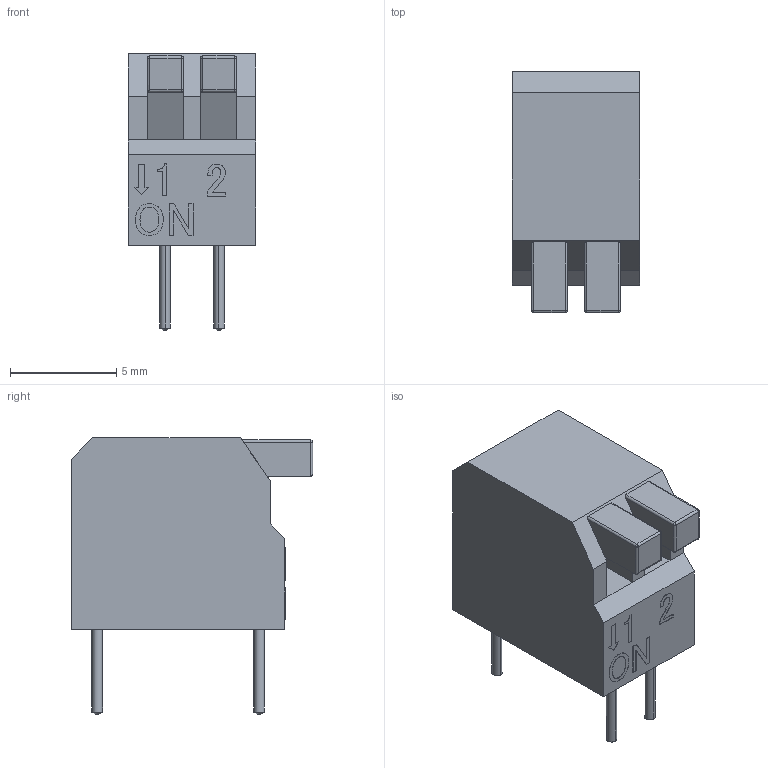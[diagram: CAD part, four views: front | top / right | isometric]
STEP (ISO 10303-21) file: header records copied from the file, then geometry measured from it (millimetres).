
FILE_DESCRIPTION(('FreeCAD Model'),'2;1');
FILE_NAME('User Library-Switch-Piano-DIP-2.step','2017-05-09T12:02:44',('kicad StepUp'), ('ksu MCAD'),'Open CASCADE STEP processor 6.8','FreeCAD','Unknown');
FILE_SCHEMA(('AUTOMOTIVE_DESIGN_CC2 { 1 2 10303 214 -1 1 5 4 }'));
Length unit declared in the file: millimetre
Products named in the file (2): ASSEMBLY; User_Library-Switch-Piano-DIP-2
Assembly tree (1 placements, depth 2):
  ASSEMBLY
    User_Library-Switch-Piano-DIP-2
Bounding box: 6 x 11.35 x 13 mm (x, y, z)
Volume: 520.5 mm3; surface area: 470.9 mm2
Topology: 1 solids, 1 shells, 140 faces, 356 edges, 221 vertices
Faces by surface type: plane 70, bspline 32, cylinder 23, cone 8, sphere 7
Entity records: 6082 total; most frequent: CARTESIAN_POINT 1952, ORIENTED_EDGE 698, DIRECTION 542, EDGE_CURVE 349, LINE 232, VECTOR 232, VERTEX_POINT 221, AXIS2_PLACEMENT_3D 155
